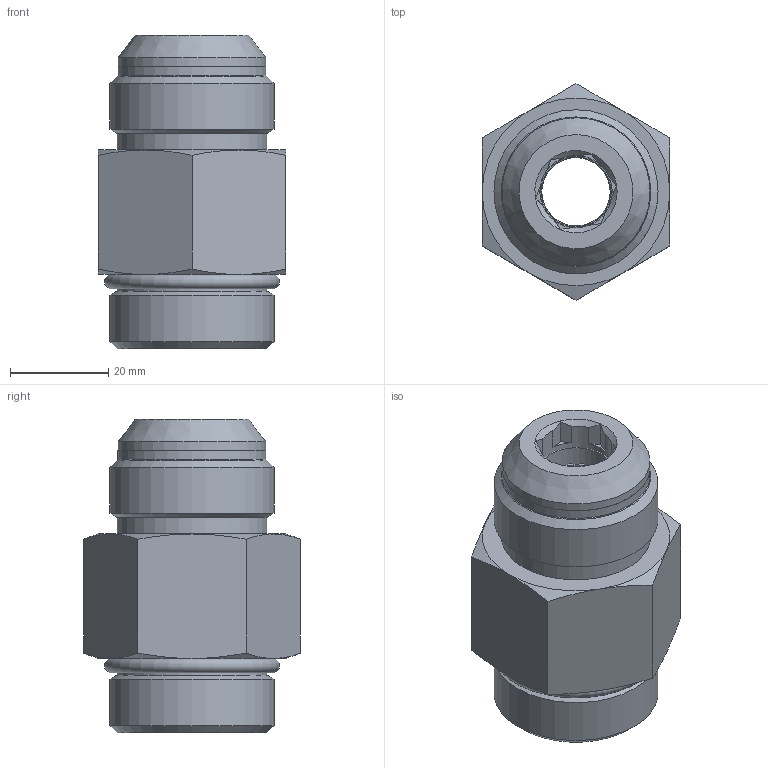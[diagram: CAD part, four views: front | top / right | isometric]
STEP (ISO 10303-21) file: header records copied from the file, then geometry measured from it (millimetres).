
FILE_DESCRIPTION((''),'2;1');
FILE_NAME('1116F.stp','2014-12-29T13:52:20',('jml'),(''),'Autodesk Inventor 2010','Autodesk Inventor 2010','');
FILE_SCHEMA(('AUTOMOTIVE_DESIGN { 1 0 10303 214 1 1 1 1 }'));
Length unit declared in the file: inch
Products named in the file (4): 1116F; 221564; 221566; 916 O-RING
Assembly tree (3 placements, depth 2):
  1116F
    221564
    221566
    916 O-RING
Bounding box: 38.1 x 43.99 x 63.7 mm (x, y, z)
Volume: 54809.4 mm3; surface area: 15786.8 mm2
Topology: 3 solids, 3 shells, 167 faces, 408 edges, 265 vertices
Faces by surface type: plane 118, cylinder 26, cone 22, torus 1
Full cylindrical faces by diameter (mm): 1.392 x1, 13.894 x1, 14.275 x1, 14.681 x1, 19.685 x1, 22.225 x1, 30.048 x2, 30.404 x2, 33.325 x2
Entity records: 4833 total; most frequent: CARTESIAN_POINT 889, DIRECTION 780, ORIENTED_EDGE 764, EDGE_CURVE 382, VERTEX_POINT 261, AXIS2_PLACEMENT_3D 260, VECTOR 260, LINE 260
